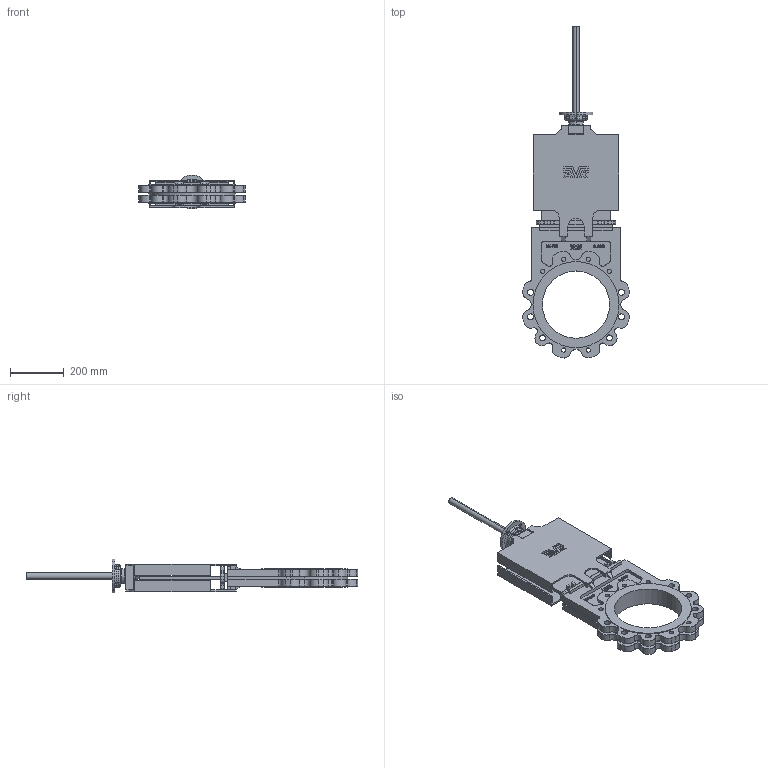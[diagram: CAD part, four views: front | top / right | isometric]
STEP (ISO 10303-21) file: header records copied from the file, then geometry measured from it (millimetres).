
FILE_DESCRIPTION (( 'STEP AP203' ), '1' );
FILE_NAME ('70225050034.STEP', '2017-04-19T09:14:47', ( '' ), ( '' ), 'SwSTEP 2.0', 'SolidWorks 2016', '' );
FILE_SCHEMA (( 'CONFIG_CONTROL_DESIGN' ));
Length unit declared in the file: millimetre
Products named in the file (1): 70225050034
Bounding box: 396.9 x 1234.39 x 126 mm (x, y, z)
Volume: 9404162.1 mm3; surface area: 1256526.5 mm2
Topology: 1 solids, 1 shells, 1216 faces, 3437 edges, 2278 vertices
Faces by surface type: plane 540, cylinder 494, bspline 154, torus 26, cone 2
Entity records: 49843 total; most frequent: CARTESIAN_POINT 18190, ORIENTED_EDGE 6874, DIRECTION 6242, EDGE_CURVE 3437, VERTEX_POINT 2278, AXIS2_PLACEMENT_3D 2084, LINE 2074, VECTOR 2074
